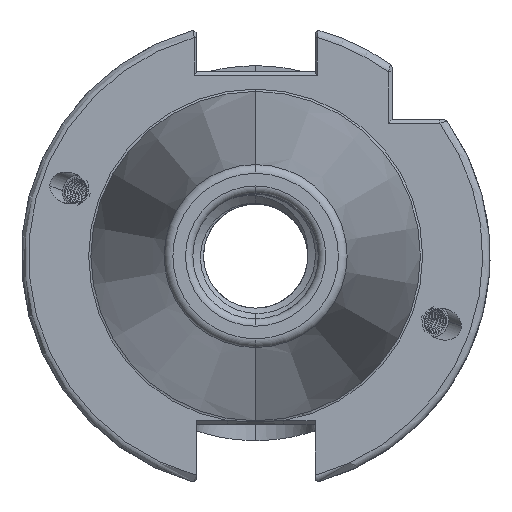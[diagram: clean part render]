
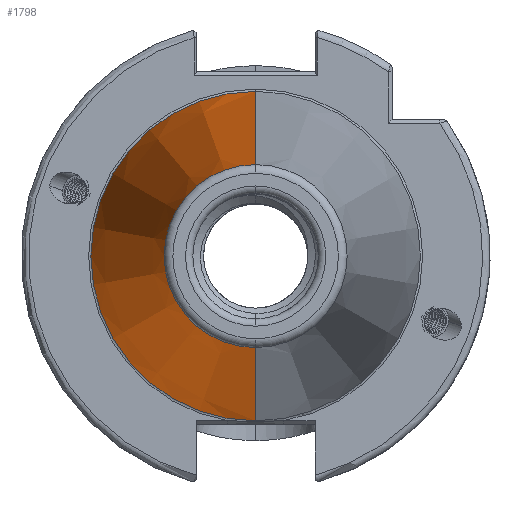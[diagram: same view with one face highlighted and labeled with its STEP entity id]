
A CAD part, left-side view. The second image highlights one B-rep face of the part: STEP entity #1798.
In plain terms, the highlighted conical face has half-angle 8.297 degrees and reference radius 22.692 mm.
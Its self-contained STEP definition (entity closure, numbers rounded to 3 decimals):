
#347 = CARTESIAN_POINT ( 'NONE',  ( -70.573, 0., -12.4 ) ) ;
#393 = CARTESIAN_POINT ( 'NONE',  ( -70.573, 0., 12.4 ) ) ;
#397 = CARTESIAN_POINT ( 'NONE',  ( -2.5, 0., 22.327 ) ) ;
#418 = CARTESIAN_POINT ( 'NONE',  ( -2.5, 0., -22.327 ) ) ;
#915 = AXIS2_PLACEMENT_3D ( 'NONE', #16498, #16500, #16493 ) ;
#927 = AXIS2_PLACEMENT_3D ( 'NONE', #16549, #16530, #16552 ) ;
#1093 = EDGE_CURVE ( 'NONE', #6335, #6381, #7109, .T. ) ;
#1100 = EDGE_CURVE ( 'NONE', #6381, #6433, #7121, .T. ) ;
#1121 = EDGE_CURVE ( 'NONE', #6335, #6334, #7191, .T. ) ;
#1140 = EDGE_CURVE ( 'NONE', #6334, #6433, #7181, .T. ) ;
#1798 = ADVANCED_FACE ( 'NONE', ( #6935 ), #6940, .T. ) ;
#3517 = AXIS2_PLACEMENT_3D ( 'NONE', #9953, #9952, #9949 ) ;
#5764 = EDGE_LOOP ( 'NONE', ( #19602, #19574, #19509, #19542 ) ) ;
#6334 = VERTEX_POINT ( 'NONE', #393 ) ;
#6335 = VERTEX_POINT ( 'NONE', #347 ) ;
#6381 = VERTEX_POINT ( 'NONE', #418 ) ;
#6433 = VERTEX_POINT ( 'NONE', #397 ) ;
#6935 = FACE_OUTER_BOUND ( 'NONE', #5764, .T. ) ;
#6940 = CONICAL_SURFACE ( 'NONE', #3517, 22.692, 0.145 ) ;
#7109 = LINE ( 'NONE', #16424, #7155 ) ;
#7121 = CIRCLE ( 'NONE', #915, 22.327 ) ;
#7155 = VECTOR ( 'NONE', #16443, 1000. ) ;
#7181 = LINE ( 'NONE', #16596, #7210 ) ;
#7191 = CIRCLE ( 'NONE', #927, 12.4 ) ;
#7210 = VECTOR ( 'NONE', #16616, 1000. ) ;
#9949 = DIRECTION ( 'NONE',  ( 0., 0., -1. ) ) ;
#9952 = DIRECTION ( 'NONE',  ( 1., 0., 0. ) ) ;
#9953 = CARTESIAN_POINT ( 'NONE',  ( 0., 0., 0. ) ) ;
#16424 = CARTESIAN_POINT ( 'NONE',  ( 0., 0., -22.692 ) ) ;
#16443 = DIRECTION ( 'NONE',  ( 0.99, 0., -0.144 ) ) ;
#16493 = DIRECTION ( 'NONE',  ( 0., 0., -1. ) ) ;
#16498 = CARTESIAN_POINT ( 'NONE',  ( -2.5, 0., 0. ) ) ;
#16500 = DIRECTION ( 'NONE',  ( 1., 0., 0. ) ) ;
#16530 = DIRECTION ( 'NONE',  ( 1., 0., 0. ) ) ;
#16549 = CARTESIAN_POINT ( 'NONE',  ( -70.573, 0., 0. ) ) ;
#16552 = DIRECTION ( 'NONE',  ( 0., 0., 1. ) ) ;
#16596 = CARTESIAN_POINT ( 'NONE',  ( 0., 0., 22.692 ) ) ;
#16616 = DIRECTION ( 'NONE',  ( 0.99, 0., 0.144 ) ) ;
#19509 = ORIENTED_EDGE ( 'NONE', *, *, #1100, .F. ) ;
#19542 = ORIENTED_EDGE ( 'NONE', *, *, #1093, .F. ) ;
#19574 = ORIENTED_EDGE ( 'NONE', *, *, #1140, .T. ) ;
#19602 = ORIENTED_EDGE ( 'NONE', *, *, #1121, .T. ) ;
